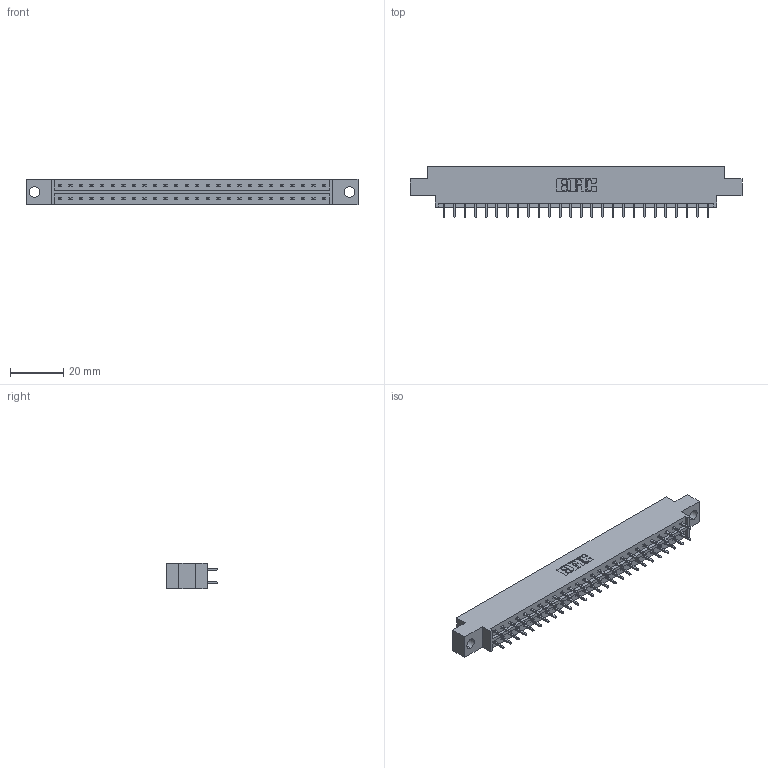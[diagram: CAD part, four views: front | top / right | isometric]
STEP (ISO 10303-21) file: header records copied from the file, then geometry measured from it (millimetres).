
FILE_DESCRIPTION (( 'STEP AP203' ), '1' );
FILE_NAME ('333-052-521-804.STEP', '2018-08-04T01:58:53', ( '' ), ( '' ), 'SwSTEP 2.0', 'SolidWorks 2016', '' );
FILE_SCHEMA (( 'CONFIG_CONTROL_DESIGN' ));
Length unit declared in the file: inch
Products named in the file (3): 333 Part_Offset - .156 Dia - TH; 345-292-001_345-293-121; 333-052-521-804
Assembly tree (53 placements, depth 2):
  333-052-521-804
    333 Part_Offset - .156 Dia - TH
    345-292-001_345-293-121  x52
Bounding box: 124.56 x 19.06 x 9.4 mm (x, y, z)
Volume: 12230.5 mm3; surface area: 14158.3 mm2
Topology: 53 solids, 53 shells, 2822 faces, 8383 edges, 5518 vertices
Faces by surface type: plane 1946, cylinder 876
Entity records: 18949 total; most frequent: CARTESIAN_POINT 3162, ORIENTED_EDGE 3098, DIRECTION 2729, EDGE_CURVE 1549, LINE 1421, VECTOR 1421, VERTEX_POINT 1030, AXIS2_PLACEMENT_3D 654
